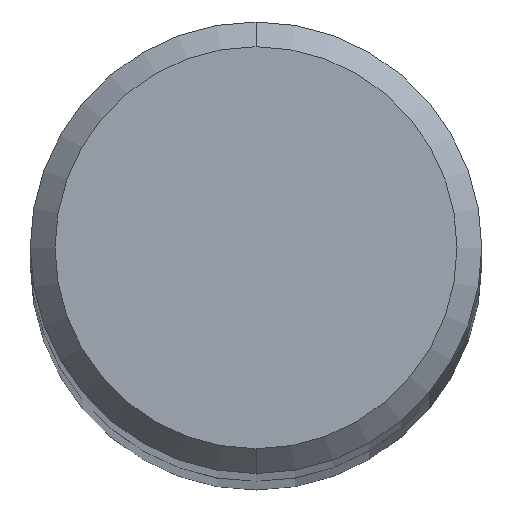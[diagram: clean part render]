
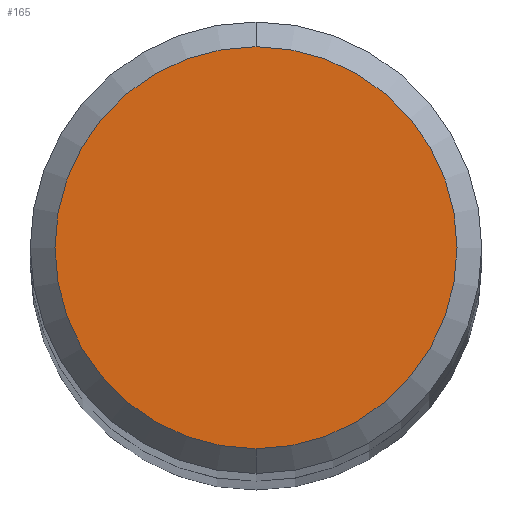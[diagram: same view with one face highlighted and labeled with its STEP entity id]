
A CAD part, top view. The second image highlights one B-rep face of the part: STEP entity #165.
In plain terms, the highlighted planar face has unit normal (0, 0, 1).
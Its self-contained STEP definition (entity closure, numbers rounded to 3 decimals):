
#165=ADVANCED_FACE('',(#440),#441,.T.);
#255=EDGE_CURVE('',#257,#319,#547,.T.);
#257=VERTEX_POINT('',#549);
#309=EDGE_CURVE('',#319,#257,#604,.T.);
#319=VERTEX_POINT('',#615);
#440=FACE_OUTER_BOUND('',#760,.T.);
#441=PLANE('',#761);
#547=CIRCLE('',#935,3.25);
#549=CARTESIAN_POINT('',(0.0,3.25,0.0));
#604=CIRCLE('',#1083,3.25);
#615=CARTESIAN_POINT('',(0.,-3.25,0.0));
#760=EDGE_LOOP('',(#1326,#1327));
#761=AXIS2_PLACEMENT_3D('',#1328,#1329,#1330);
#935=AXIS2_PLACEMENT_3D('',#1505,#1506,#1507);
#1083=AXIS2_PLACEMENT_3D('',#1547,#1548,#1549);
#1326=ORIENTED_EDGE('',*,*,#255,.F.);
#1327=ORIENTED_EDGE('',*,*,#309,.F.);
#1328=CARTESIAN_POINT('',(0.0,1.625,0.0));
#1329=DIRECTION('',(-0.0,0.0,1.0));
#1330=DIRECTION('',(0.0,-1.0,0.0));
#1505=CARTESIAN_POINT('',(0.0,0.0,0.0));
#1506=DIRECTION('',(0.0,0.0,-1.0));
#1507=DIRECTION('',(0.0,1.0,0.0));
#1547=CARTESIAN_POINT('',(0.0,0.0,0.0));
#1548=DIRECTION('',(0.0,0.0,-1.0));
#1549=DIRECTION('',(0.0,1.0,0.0));
